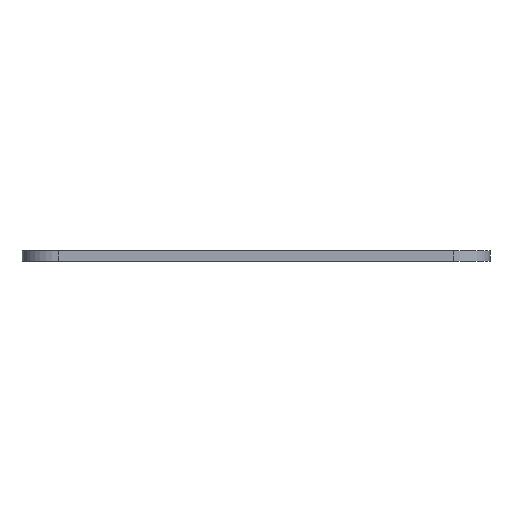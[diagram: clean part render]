
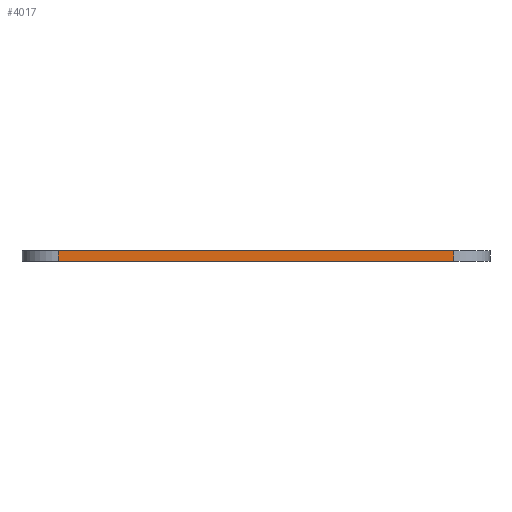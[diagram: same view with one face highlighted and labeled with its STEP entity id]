
A CAD part, left-side view. The second image highlights one B-rep face of the part: STEP entity #4017.
In plain terms, the highlighted planar face has unit normal (-1, 0, 0).
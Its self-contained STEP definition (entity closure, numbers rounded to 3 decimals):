
#112=PLANE('',#4130);
#322=FACE_OUTER_BOUND('',#552,.T.);
#552=EDGE_LOOP('',(#3556,#3557,#3558,#3559));
#851=LINE('',#7780,#1200);
#880=LINE('',#7849,#1229);
#881=LINE('',#7852,#1230);
#882=LINE('',#7853,#1231);
#1200=VECTOR('',#4544,10.);
#1229=VECTOR('',#4591,10.);
#1230=VECTOR('',#4594,10.);
#1231=VECTOR('',#4595,10.);
#1862=VERTEX_POINT('',#7776);
#1864=VERTEX_POINT('',#7779);
#1895=VERTEX_POINT('',#7847);
#1896=VERTEX_POINT('',#7851);
#2428=EDGE_CURVE('',#1862,#1864,#851,.T.);
#2461=EDGE_CURVE('',#1895,#1862,#880,.T.);
#2462=EDGE_CURVE('',#1896,#1895,#881,.T.);
#2463=EDGE_CURVE('',#1864,#1896,#882,.T.);
#3556=ORIENTED_EDGE('',*,*,#2461,.F.);
#3557=ORIENTED_EDGE('',*,*,#2462,.F.);
#3558=ORIENTED_EDGE('',*,*,#2463,.F.);
#3559=ORIENTED_EDGE('',*,*,#2428,.F.);
#4017=ADVANCED_FACE('',(#322),#112,.T.);
#4130=AXIS2_PLACEMENT_3D('',#7850,#4592,#4593);
#4544=DIRECTION('',(0.,-1.,0.));
#4591=DIRECTION('',(0.,0.,1.));
#4592=DIRECTION('center_axis',(-1.,0.,0.));
#4593=DIRECTION('ref_axis',(0.,-1.,0.));
#4594=DIRECTION('',(0.,1.,0.));
#4595=DIRECTION('',(0.,0.,-1.));
#7776=CARTESIAN_POINT('',(-3.382,18.976,1.5));
#7779=CARTESIAN_POINT('',(-3.382,-35.496,1.5));
#7780=CARTESIAN_POINT('',(-3.382,-40.496,1.5));
#7847=CARTESIAN_POINT('',(-3.382,18.976,0.));
#7849=CARTESIAN_POINT('',(-3.382,18.976,0.));
#7850=CARTESIAN_POINT('Origin',(-3.382,23.976,0.));
#7851=CARTESIAN_POINT('',(-3.382,-35.496,0.));
#7852=CARTESIAN_POINT('',(-3.382,-40.496,0.));
#7853=CARTESIAN_POINT('',(-3.382,-35.496,0.));
